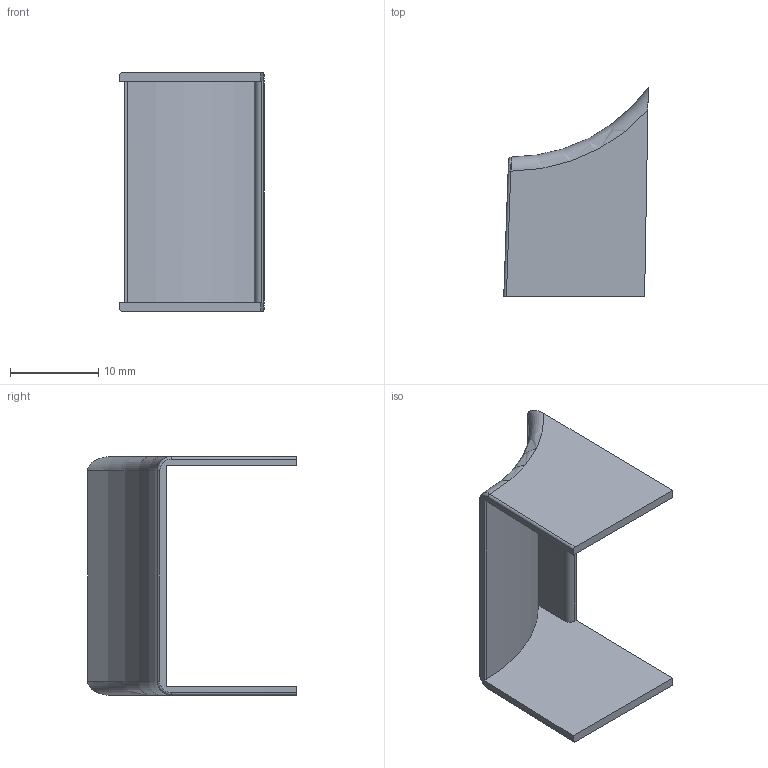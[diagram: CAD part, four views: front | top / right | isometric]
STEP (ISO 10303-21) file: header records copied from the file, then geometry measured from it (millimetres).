
FILE_DESCRIPTION(('CATIA V5 STEP Exchange','CAx-IF Rec.Pracs.--- Model Styling and Organization---1.4--- 2014-01-23'),'2;1');
FILE_NAME('638127_D006102_A-MOD-02.stp','2020-01-03T10:07:26+00:00',('none'),('none'),'CATIA Version 5-6 Release 2017 SP3','CATIA V5 STEP AP214','none');
FILE_SCHEMA(('AUTOMOTIVE_DESIGN { 1 0 10303 214 1 1 1 1 }'));
Length unit declared in the file: millimetre
Products named in the file (1): 638127_D006102_A-MOD-02
Bounding box: 16.41 x 23.7 x 27.11 mm (x, y, z)
Volume: 1148.7 mm3; surface area: 2457.8 mm2
Topology: 1 solids, 1 shells, 26 faces, 64 edges, 40 vertices
Faces by surface type: plane 14, cylinder 8, torus 2, bspline 2
Entity records: 894 total; most frequent: CARTESIAN_POINT 305, ORIENTED_EDGE 128, DIRECTION 89, EDGE_CURVE 64, VERTEX_POINT 40, VECTOR 38, LINE 38, AXIS2_PLACEMENT_3D 30
